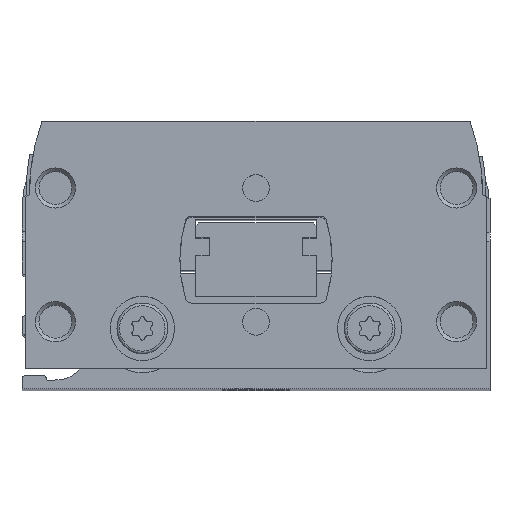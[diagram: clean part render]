
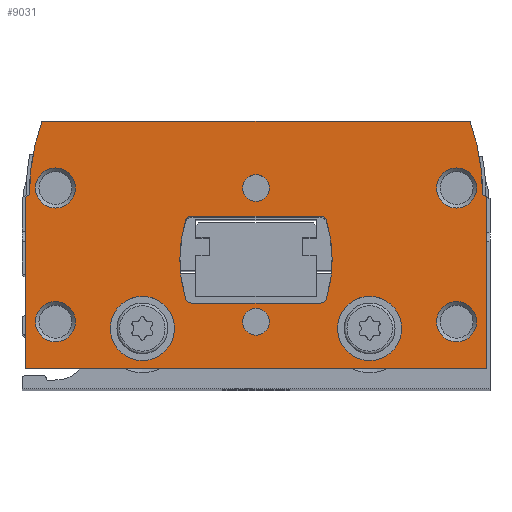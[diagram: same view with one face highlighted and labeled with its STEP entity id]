
A CAD part, top view. The second image highlights one B-rep face of the part: STEP entity #9031.
In plain terms, the highlighted planar face has unit normal (0, 0, 1).
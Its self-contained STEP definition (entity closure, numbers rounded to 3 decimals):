
#592=CIRCLE('',#9768,16.5);
#598=CIRCLE('',#9780,16.5);
#601=CIRCLE('',#9784,0.5);
#602=CIRCLE('',#9786,10.);
#605=CIRCLE('',#9790,10.);
#606=CIRCLE('',#9792,0.5);
#625=CIRCLE('',#9815,2.4);
#626=CIRCLE('',#9816,2.4);
#627=CIRCLE('',#9817,1.);
#628=CIRCLE('',#9818,1.);
#629=CIRCLE('',#9819,1.5);
#630=CIRCLE('',#9820,1.5);
#631=CIRCLE('',#9821,1.5);
#632=CIRCLE('',#9822,1.5);
#633=CIRCLE('',#9823,0.5);
#634=CIRCLE('',#9824,0.5);
#1968=ORIENTED_EDGE('',*,*,#3542,.F.);
#1969=ORIENTED_EDGE('',*,*,#3543,.F.);
#1970=ORIENTED_EDGE('',*,*,#3544,.T.);
#1971=ORIENTED_EDGE('',*,*,#3545,.T.);
#1972=ORIENTED_EDGE('',*,*,#3546,.T.);
#1973=ORIENTED_EDGE('',*,*,#3547,.T.);
#1974=ORIENTED_EDGE('',*,*,#3548,.T.);
#1975=ORIENTED_EDGE('',*,*,#3549,.T.);
#1976=ORIENTED_EDGE('',*,*,#3505,.F.);
#1977=ORIENTED_EDGE('',*,*,#3524,.F.);
#1978=ORIENTED_EDGE('',*,*,#3517,.F.);
#1979=ORIENTED_EDGE('',*,*,#3514,.F.);
#1980=ORIENTED_EDGE('',*,*,#3550,.F.);
#1981=ORIENTED_EDGE('',*,*,#3551,.F.);
#1982=ORIENTED_EDGE('',*,*,#3552,.F.);
#1983=ORIENTED_EDGE('',*,*,#3508,.F.);
#1984=ORIENTED_EDGE('',*,*,#3492,.T.);
#1985=ORIENTED_EDGE('',*,*,#3486,.T.);
#1986=ORIENTED_EDGE('',*,*,#3526,.T.);
#1987=ORIENTED_EDGE('',*,*,#3457,.T.);
#1988=ORIENTED_EDGE('',*,*,#3462,.T.);
#1989=ORIENTED_EDGE('',*,*,#3466,.T.);
#1990=ORIENTED_EDGE('',*,*,#3541,.T.);
#1991=ORIENTED_EDGE('',*,*,#3498,.T.);
#3457=EDGE_CURVE('',#4350,#4349,#4968,.T.);
#3462=EDGE_CURVE('',#4349,#4353,#4973,.T.);
#3466=EDGE_CURVE('',#4353,#4355,#592,.T.);
#3486=EDGE_CURVE('',#4370,#4372,#4991,.T.);
#3492=EDGE_CURVE('',#4376,#4370,#4997,.T.);
#3498=EDGE_CURVE('',#4381,#4376,#598,.T.);
#3505=EDGE_CURVE('',#4385,#4386,#601,.T.);
#3508=EDGE_CURVE('',#4386,#4387,#602,.T.);
#3514=EDGE_CURVE('',#4391,#4392,#605,.T.);
#3517=EDGE_CURVE('',#4392,#4394,#606,.T.);
#3524=EDGE_CURVE('',#4394,#4385,#5011,.T.);
#3526=EDGE_CURVE('',#4372,#4350,#5013,.T.);
#3541=EDGE_CURVE('',#4355,#4381,#5014,.T.);
#3542=EDGE_CURVE('',#4413,#4413,#625,.T.);
#3543=EDGE_CURVE('',#4414,#4414,#626,.T.);
#3544=EDGE_CURVE('',#4415,#4415,#627,.T.);
#3545=EDGE_CURVE('',#4416,#4416,#628,.T.);
#3546=EDGE_CURVE('',#4417,#4417,#629,.T.);
#3547=EDGE_CURVE('',#4418,#4418,#630,.T.);
#3548=EDGE_CURVE('',#4419,#4419,#631,.T.);
#3549=EDGE_CURVE('',#4420,#4420,#632,.T.);
#3550=EDGE_CURVE('',#4421,#4391,#633,.T.);
#3551=EDGE_CURVE('',#4422,#4421,#5015,.T.);
#3552=EDGE_CURVE('',#4387,#4422,#634,.T.);
#4349=VERTEX_POINT('',#13999);
#4350=VERTEX_POINT('',#14001);
#4353=VERTEX_POINT('',#14009);
#4355=VERTEX_POINT('',#14016);
#4370=VERTEX_POINT('',#14050);
#4372=VERTEX_POINT('',#14055);
#4376=VERTEX_POINT('',#14066);
#4381=VERTEX_POINT('',#14081);
#4385=VERTEX_POINT('',#14095);
#4386=VERTEX_POINT('',#14097);
#4387=VERTEX_POINT('',#14105);
#4391=VERTEX_POINT('',#14118);
#4392=VERTEX_POINT('',#14120);
#4394=VERTEX_POINT('',#14129);
#4413=VERTEX_POINT('',#14177);
#4414=VERTEX_POINT('',#14179);
#4415=VERTEX_POINT('',#14181);
#4416=VERTEX_POINT('',#14183);
#4417=VERTEX_POINT('',#14185);
#4418=VERTEX_POINT('',#14187);
#4419=VERTEX_POINT('',#14189);
#4420=VERTEX_POINT('',#14191);
#4421=VERTEX_POINT('',#14193);
#4422=VERTEX_POINT('',#14195);
#4968=LINE('',#14000,#5466);
#4973=LINE('',#14010,#5471);
#4991=LINE('',#14056,#5489);
#4997=LINE('',#14068,#5495);
#5011=LINE('',#14141,#5509);
#5013=LINE('',#14144,#5511);
#5014=LINE('',#14174,#5512);
#5015=LINE('',#14194,#5513);
#5466=VECTOR('',#11527,1000.);
#5471=VECTOR('',#11534,1000.);
#5489=VECTOR('',#11570,1000.);
#5495=VECTOR('',#11580,1000.);
#5509=VECTOR('',#11636,1000.);
#5511=VECTOR('',#11640,1000.);
#5512=VECTOR('',#11671,1000.);
#5513=VECTOR('',#11692,1000.);
#5997=EDGE_LOOP('',(#1968));
#5998=EDGE_LOOP('',(#1969));
#5999=EDGE_LOOP('',(#1970));
#6000=EDGE_LOOP('',(#1971));
#6001=EDGE_LOOP('',(#1972));
#6002=EDGE_LOOP('',(#1973));
#6003=EDGE_LOOP('',(#1974));
#6004=EDGE_LOOP('',(#1975));
#6005=EDGE_LOOP('',(#1976,#1977,#1978,#1979,#1980,#1981,#1982,#1983));
#6006=EDGE_LOOP('',(#1984,#1985,#1986,#1987,#1988,#1989,#1990,#1991));
#6683=FACE_BOUND('',#5997,.T.);
#6684=FACE_BOUND('',#5998,.T.);
#6685=FACE_BOUND('',#5999,.T.);
#6686=FACE_BOUND('',#6000,.T.);
#6687=FACE_BOUND('',#6001,.T.);
#6688=FACE_BOUND('',#6002,.T.);
#6689=FACE_BOUND('',#6003,.T.);
#6690=FACE_BOUND('',#6004,.T.);
#6691=FACE_BOUND('',#6005,.T.);
#6692=FACE_BOUND('',#6006,.T.);
#7141=PLANE('',#9814);
#9031=ADVANCED_FACE('',(#6683,#6684,#6685,#6686,#6687,#6688,#6689,#6690,
#6691,#6692),#7141,.T.);
#9768=AXIS2_PLACEMENT_3D('',#14017,#11541,#11542);
#9780=AXIS2_PLACEMENT_3D('',#14080,#11591,#11592);
#9784=AXIS2_PLACEMENT_3D('',#14096,#11602,#11603);
#9786=AXIS2_PLACEMENT_3D('',#14104,#11607,#11608);
#9790=AXIS2_PLACEMENT_3D('',#14119,#11617,#11618);
#9792=AXIS2_PLACEMENT_3D('',#14128,#11622,#11623);
#9814=AXIS2_PLACEMENT_3D('',#14175,#11672,#11673);
#9815=AXIS2_PLACEMENT_3D('',#14176,#11674,#11675);
#9816=AXIS2_PLACEMENT_3D('',#14178,#11676,#11677);
#9817=AXIS2_PLACEMENT_3D('',#14180,#11678,#11679);
#9818=AXIS2_PLACEMENT_3D('',#14182,#11680,#11681);
#9819=AXIS2_PLACEMENT_3D('',#14184,#11682,#11683);
#9820=AXIS2_PLACEMENT_3D('',#14186,#11684,#11685);
#9821=AXIS2_PLACEMENT_3D('',#14188,#11686,#11687);
#9822=AXIS2_PLACEMENT_3D('',#14190,#11688,#11689);
#9823=AXIS2_PLACEMENT_3D('',#14192,#11690,#11691);
#9824=AXIS2_PLACEMENT_3D('',#14196,#11693,#11694);
#11527=DIRECTION('',(0.,1.,0.));
#11534=DIRECTION('',(-0.866,0.5,0.));
#11541=DIRECTION('',(0.,0.,1.));
#11542=DIRECTION('',(1.,0.,0.));
#11570=DIRECTION('',(0.,-1.,0.));
#11580=DIRECTION('',(-0.866,-0.5,0.));
#11591=DIRECTION('',(0.,0.,1.));
#11592=DIRECTION('',(1.,0.,0.));
#11602=DIRECTION('',(0.,0.,1.));
#11603=DIRECTION('',(1.,0.,0.));
#11607=DIRECTION('',(0.,0.,1.));
#11608=DIRECTION('',(1.,0.,0.));
#11617=DIRECTION('',(0.,0.,1.));
#11618=DIRECTION('',(1.,0.,0.));
#11622=DIRECTION('',(0.,0.,1.));
#11623=DIRECTION('',(1.,0.,0.));
#11636=DIRECTION('',(-1.,0.,0.));
#11640=DIRECTION('',(1.,0.,0.));
#11671=DIRECTION('',(-1.,0.,0.));
#11672=DIRECTION('',(0.,0.,1.));
#11673=DIRECTION('',(1.,0.,0.));
#11674=DIRECTION('',(0.,0.,1.));
#11675=DIRECTION('',(1.,0.,0.));
#11676=DIRECTION('',(0.,0.,1.));
#11677=DIRECTION('',(1.,0.,0.));
#11678=DIRECTION('',(0.,0.,-1.));
#11679=DIRECTION('',(-1.,0.,0.));
#11680=DIRECTION('',(0.,0.,-1.));
#11681=DIRECTION('',(-1.,0.,0.));
#11682=DIRECTION('',(0.,0.,-1.));
#11683=DIRECTION('',(-1.,0.,0.));
#11684=DIRECTION('',(0.,0.,-1.));
#11685=DIRECTION('',(-1.,0.,0.));
#11686=DIRECTION('',(0.,0.,-1.));
#11687=DIRECTION('',(-1.,0.,0.));
#11688=DIRECTION('',(0.,0.,-1.));
#11689=DIRECTION('',(-1.,0.,0.));
#11690=DIRECTION('',(0.,0.,1.));
#11691=DIRECTION('',(1.,0.,0.));
#11692=DIRECTION('',(1.,0.,0.));
#11693=DIRECTION('',(0.,0.,1.));
#11694=DIRECTION('',(1.,0.,0.));
#13999=CARTESIAN_POINT('',(17.25,12.827,0.));
#14000=CARTESIAN_POINT('',(17.25,0.,0.));
#14001=CARTESIAN_POINT('',(17.25,0.,0.));
#14009=CARTESIAN_POINT('',(16.95,13.,0.));
#14010=CARTESIAN_POINT('',(17.25,12.827,0.));
#14016=CARTESIAN_POINT('',(16.006,18.5,0.));
#14017=CARTESIAN_POINT('',(0.45,13.,0.));
#14050=CARTESIAN_POINT('',(-17.25,12.827,0.));
#14055=CARTESIAN_POINT('',(-17.25,0.,0.));
#14056=CARTESIAN_POINT('',(-17.25,12.827,0.));
#14066=CARTESIAN_POINT('',(-16.95,13.,0.));
#14068=CARTESIAN_POINT('',(-16.95,13.,0.));
#14080=CARTESIAN_POINT('',(-0.45,13.,0.));
#14081=CARTESIAN_POINT('',(-16.006,18.5,0.));
#14095=CARTESIAN_POINT('',(-4.793,11.4,0.));
#14096=CARTESIAN_POINT('',(-4.793,10.9,0.));
#14097=CARTESIAN_POINT('',(-5.272,11.045,0.));
#14104=CARTESIAN_POINT('',(4.3,8.15,0.));
#14105=CARTESIAN_POINT('',(-5.272,5.255,0.));
#14118=CARTESIAN_POINT('',(5.272,5.255,0.));
#14119=CARTESIAN_POINT('',(-4.3,8.15,0.));
#14120=CARTESIAN_POINT('',(5.272,11.045,0.));
#14128=CARTESIAN_POINT('',(4.793,10.9,0.));
#14129=CARTESIAN_POINT('',(4.793,11.4,0.));
#14141=CARTESIAN_POINT('',(4.793,11.4,0.));
#14144=CARTESIAN_POINT('',(-17.25,0.,0.));
#14174=CARTESIAN_POINT('',(16.006,18.5,0.));
#14175=CARTESIAN_POINT('',(0.45,13.,0.));
#14176=CARTESIAN_POINT('',(-8.5,3.,0.));
#14177=CARTESIAN_POINT('',(-6.1,3.,0.));
#14178=CARTESIAN_POINT('',(8.5,3.,0.));
#14179=CARTESIAN_POINT('',(10.9,3.,0.));
#14180=CARTESIAN_POINT('',(0.,13.5,0.));
#14181=CARTESIAN_POINT('',(-1.,13.5,0.));
#14182=CARTESIAN_POINT('',(0.,3.5,0.));
#14183=CARTESIAN_POINT('',(-1.,3.5,0.));
#14184=CARTESIAN_POINT('',(15.,3.5,0.));
#14185=CARTESIAN_POINT('',(13.5,3.5,0.));
#14186=CARTESIAN_POINT('',(-15.,3.5,0.));
#14187=CARTESIAN_POINT('',(-16.5,3.5,0.));
#14188=CARTESIAN_POINT('',(-15.,13.5,0.));
#14189=CARTESIAN_POINT('',(-16.5,13.5,0.));
#14190=CARTESIAN_POINT('',(15.,13.5,0.));
#14191=CARTESIAN_POINT('',(13.5,13.5,0.));
#14192=CARTESIAN_POINT('',(4.793,5.4,0.));
#14193=CARTESIAN_POINT('',(4.793,4.9,0.));
#14194=CARTESIAN_POINT('',(-4.793,4.9,0.));
#14195=CARTESIAN_POINT('',(-4.793,4.9,0.));
#14196=CARTESIAN_POINT('',(-4.793,5.4,0.));
